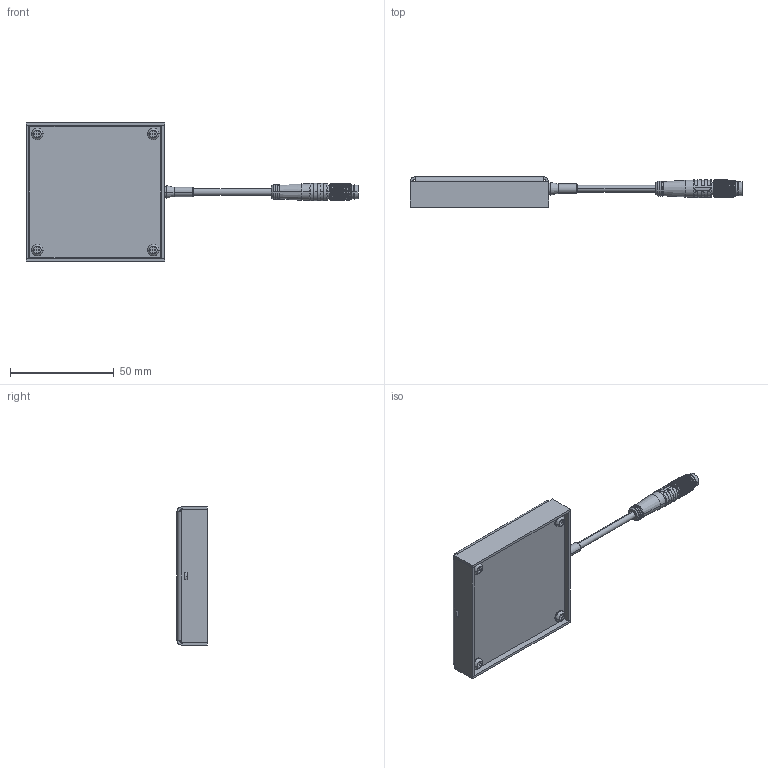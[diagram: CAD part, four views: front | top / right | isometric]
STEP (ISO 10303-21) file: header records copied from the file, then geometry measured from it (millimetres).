
FILE_DESCRIPTION((''),'2;1');
FILE_NAME('192825_ASM','2016-01-21T',('pdmadmin'),(''),'PRO/ENGINEER BY PARAMETRIC TECHNOLOGY CORPORATION, 2013230','PRO/ENGINEER BY PARAMETRIC TECHNOLOGY CORPORATION, 2013230','');
FILE_SCHEMA(('CONFIG_CONTROL_DESIGN'));
Length unit declared in the file: inch
Products named in the file (18): 121266; PEM_STUD_4-40-6; S-0420-0; 121266_ASM; 57225; 121267; 121268; 51852; 60420; 60420_AND_CABLE_ASM; 134039; 134036; 134045_ASM; 134018_OVERMOLD_3; 134038; CABLE_318_3COND_117624_AF1; 117624_AF0_ASM; 192825_ASM
Assembly tree (31 placements, depth 4):
  192825_ASM
    121266_ASM
      121266
      PEM_STUD_4-40-6  x4
      S-0420-0
    57225  x4
    121267  x4
    121268
    51852  x4
    60420_AND_CABLE_ASM
      60420
    117624_AF0_ASM
      134045_ASM
        134039
        134036  x3
      134018_OVERMOLD_3
      134038
      CABLE_318_3COND_117624_AF1
Bounding box: 159.88 x 14.61 x 66.7 mm (x, y, z)
Volume: 18489.2 mm3; surface area: 30641.5 mm2
Topology: 27 solids, 27 shells, 2438 faces, 6829 edges, 4490 vertices
Faces by surface type: bspline 1126, cylinder 831, plane 397, cone 64, torus 8, sphere 6, revolution 6
Entity records: 119314 total; most frequent: CARTESIAN_POINT 75157, ORIENTED_EDGE 12230, EDGE_CURVE 6115, B_SPLINE_CURVE_WITH_KNOTS 4783, DIRECTION 4082, VERTEX_POINT 4035, EDGE_LOOP 2222, FACE_OUTER_BOUND 2145
